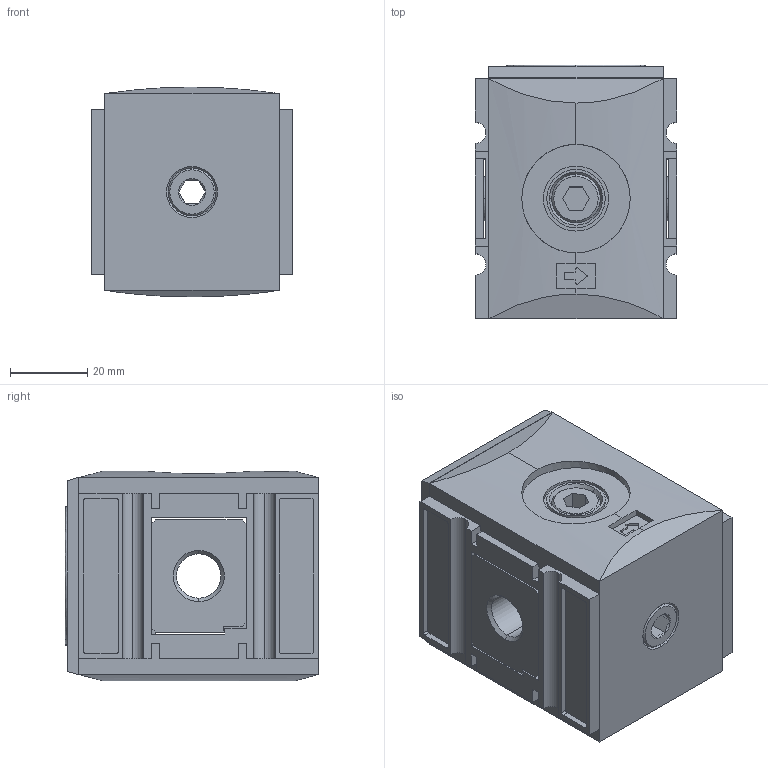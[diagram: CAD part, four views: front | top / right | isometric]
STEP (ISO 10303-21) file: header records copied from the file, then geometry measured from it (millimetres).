
FILE_DESCRIPTION (( 'STEP AP214' ), '1' );
FILE_NAME ('KN-KDIS114.STEP', '2018-08-29T11:34:21', ( '' ), ( '' ), 'SwSTEP 2.0', 'SolidWorks 2018', '' );
FILE_SCHEMA (( 'AUTOMOTIVE_DESIGN' ));
Length unit declared in the file: millimetre
Products named in the file (1): KN-KDIS114
Bounding box: 52 x 65.5 x 54.18 mm (x, y, z)
Surface area: 22988.4 mm2 (no closed solid volume)
Topology: 0 solids, 4 shells, 283 faces, 731 edges, 468 vertices
Faces by surface type: plane 170, cylinder 67, cone 42, bspline 4
Entity records: 11876 total; most frequent: CARTESIAN_POINT 1801, DIRECTION 1455, ORIENTED_EDGE 1384, EDGE_CURVE 731, LINE 515, VECTOR 515, AXIS2_PLACEMENT_3D 470, VERTEX_POINT 468
